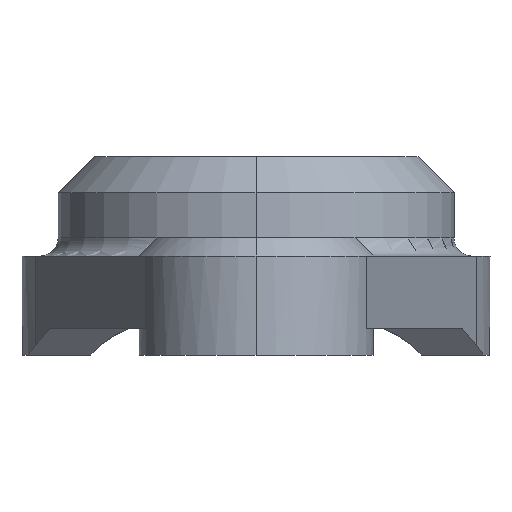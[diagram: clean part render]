
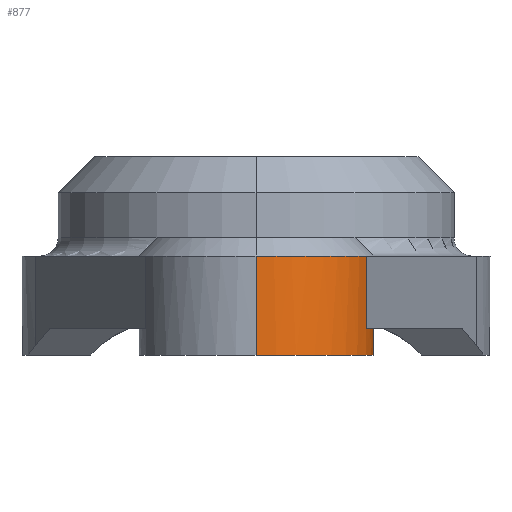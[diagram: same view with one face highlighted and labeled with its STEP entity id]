
A CAD part, left-side view. The second image highlights one B-rep face of the part: STEP entity #877.
In plain terms, the highlighted cylindrical face has radius 6.5 mm (diameter 13 mm), a partial arc.
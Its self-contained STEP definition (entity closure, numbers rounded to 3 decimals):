
#11 = EDGE_LOOP ( 'NONE', ( #2213, #2249, #723, #822, #876, #323 ) ) ;
#90 = FACE_OUTER_BOUND ( 'NONE', #11, .T. ) ;
#99 = VECTOR ( 'NONE', #1691, 1000. ) ;
#134 = EDGE_CURVE ( 'NONE', #878, #1254, #204, .T. ) ;
#169 = CARTESIAN_POINT ( 'NONE',  ( -19.5, -6.5, 0. ) ) ;
#204 = LINE ( 'NONE', #1145, #1735 ) ;
#242 = EDGE_CURVE ( 'NONE', #2362, #1254, #2306, .T. ) ;
#266 = AXIS2_PLACEMENT_3D ( 'NONE', #729, #865, #1866 ) ;
#285 = CARTESIAN_POINT ( 'NONE',  ( -19.5, -6.5, 1.5 ) ) ;
#316 = DIRECTION ( 'NONE',  ( 1., 0., 0. ) ) ;
#323 = ORIENTED_EDGE ( 'NONE', *, *, #242, .T. ) ;
#345 = AXIS2_PLACEMENT_3D ( 'NONE', #1956, #2357, #316 ) ;
#438 = CYLINDRICAL_SURFACE ( 'NONE', #2327, 6.5 ) ;
#490 = DIRECTION ( 'NONE',  ( -1., 0., 0. ) ) ;
#545 = EDGE_CURVE ( 'NONE', #878, #2322, #1899, .T. ) ;
#617 = CARTESIAN_POINT ( 'NONE',  ( -19.5, -6.5, 0. ) ) ;
#626 = VECTOR ( 'NONE', #2453, 1000. ) ;
#723 = ORIENTED_EDGE ( 'NONE', *, *, #1041, .T. ) ;
#729 = CARTESIAN_POINT ( 'NONE',  ( -19.5, 0., 0. ) ) ;
#780 = DIRECTION ( 'NONE',  ( 0., 0., 1. ) ) ;
#805 = AXIS2_PLACEMENT_3D ( 'NONE', #2131, #780, #1561 ) ;
#822 = ORIENTED_EDGE ( 'NONE', *, *, #2225, .F. ) ;
#865 = DIRECTION ( 'NONE',  ( 0., 0., 1. ) ) ;
#873 = CARTESIAN_POINT ( 'NONE',  ( -19.5, 0., 0. ) ) ;
#876 = ORIENTED_EDGE ( 'NONE', *, *, #1429, .T. ) ;
#877 = ADVANCED_FACE ( 'NONE', ( #90 ), #438, .T. ) ;
#878 = VERTEX_POINT ( 'NONE', #2017 ) ;
#939 = DIRECTION ( 'NONE',  ( 0., 0., 1. ) ) ;
#945 = LINE ( 'NONE', #169, #626 ) ;
#1041 = EDGE_CURVE ( 'NONE', #2322, #1668, #945, .T. ) ;
#1145 = CARTESIAN_POINT ( 'NONE',  ( -26., 0., 0. ) ) ;
#1240 = CIRCLE ( 'NONE', #805, 6.5 ) ;
#1254 = VERTEX_POINT ( 'NONE', #2389 ) ;
#1319 = CARTESIAN_POINT ( 'NONE',  ( -21.667, -6.128, 3.5 ) ) ;
#1364 = CARTESIAN_POINT ( 'NONE',  ( -21.667, -6.128, 5.5 ) ) ;
#1429 = EDGE_CURVE ( 'NONE', #1995, #2362, #1665, .T. ) ;
#1561 = DIRECTION ( 'NONE',  ( 1., 0., 0. ) ) ;
#1640 = DIRECTION ( 'NONE',  ( 0., 0., 1. ) ) ;
#1665 = LINE ( 'NONE', #1319, #99 ) ;
#1668 = VERTEX_POINT ( 'NONE', #285 ) ;
#1691 = DIRECTION ( 'NONE',  ( 0., 0., 1. ) ) ;
#1735 = VECTOR ( 'NONE', #939, 1000. ) ;
#1866 = DIRECTION ( 'NONE',  ( 1., 0., 0. ) ) ;
#1899 = CIRCLE ( 'NONE', #266, 6.5 ) ;
#1956 = CARTESIAN_POINT ( 'NONE',  ( -19.5, 0., 5.5 ) ) ;
#1995 = VERTEX_POINT ( 'NONE', #2394 ) ;
#2017 = CARTESIAN_POINT ( 'NONE',  ( -26., 0., 0. ) ) ;
#2131 = CARTESIAN_POINT ( 'NONE',  ( -19.5, 0., 1.5 ) ) ;
#2213 = ORIENTED_EDGE ( 'NONE', *, *, #134, .F. ) ;
#2225 = EDGE_CURVE ( 'NONE', #1995, #1668, #1240, .T. ) ;
#2249 = ORIENTED_EDGE ( 'NONE', *, *, #545, .T. ) ;
#2306 = CIRCLE ( 'NONE', #345, 6.5 ) ;
#2322 = VERTEX_POINT ( 'NONE', #617 ) ;
#2327 = AXIS2_PLACEMENT_3D ( 'NONE', #873, #1640, #490 ) ;
#2357 = DIRECTION ( 'NONE',  ( 0., 0., -1. ) ) ;
#2362 = VERTEX_POINT ( 'NONE', #1364 ) ;
#2389 = CARTESIAN_POINT ( 'NONE',  ( -26., 0., 5.5 ) ) ;
#2394 = CARTESIAN_POINT ( 'NONE',  ( -21.667, -6.128, 1.5 ) ) ;
#2453 = DIRECTION ( 'NONE',  ( 0., 0., 1. ) ) ;
